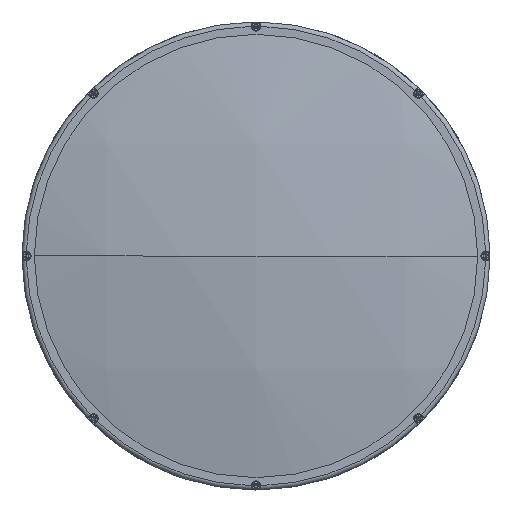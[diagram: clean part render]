
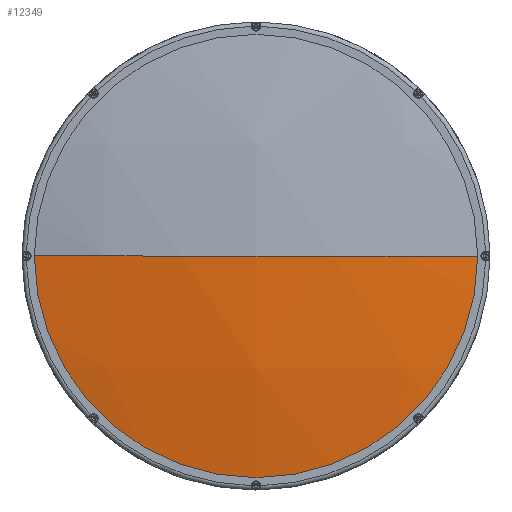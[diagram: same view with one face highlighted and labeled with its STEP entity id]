
A CAD part, left-side view. The second image highlights one B-rep face of the part: STEP entity #12349.
In plain terms, the highlighted spherical face has radius 786 mm.
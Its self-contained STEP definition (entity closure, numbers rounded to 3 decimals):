
#418 = EDGE_CURVE ( 'NONE', #12121, #6759, #9985, .T. ) ;
#675 = ORIENTED_EDGE ( 'NONE', *, *, #418, .T. ) ;
#685 = CIRCLE ( 'NONE', #9798, 154.5 ) ;
#712 = SPHERICAL_SURFACE ( 'NONE', #5777, 786. ) ;
#1276 = AXIS2_PLACEMENT_3D ( 'NONE', #10469, #4704, #8572 ) ;
#1373 = ORIENTED_EDGE ( 'NONE', *, *, #7311, .F. ) ;
#1606 = CARTESIAN_POINT ( 'NONE',  ( 66.968, 0., 0. ) ) ;
#1779 = FACE_OUTER_BOUND ( 'NONE', #5717, .T. ) ;
#2114 = CARTESIAN_POINT ( 'NONE',  ( -703.698, 154.5, 0. ) ) ;
#2339 = CARTESIAN_POINT ( 'NONE',  ( -703.698, 0., 0. ) ) ;
#3291 = DIRECTION ( 'NONE',  ( 0., 0., 1. ) ) ;
#3648 = CIRCLE ( 'NONE', #4462, 786. ) ;
#3687 = DIRECTION ( 'NONE',  ( 0., 0., -1. ) ) ;
#4462 = AXIS2_PLACEMENT_3D ( 'NONE', #1606, #4528, #9337 ) ;
#4528 = DIRECTION ( 'NONE',  ( 0., 0., 1. ) ) ;
#4704 = DIRECTION ( 'NONE',  ( 0., 0., -1. ) ) ;
#5714 = DIRECTION ( 'NONE',  ( 0., 1., 0. ) ) ;
#5717 = EDGE_LOOP ( 'NONE', ( #12050, #675, #1373 ) ) ;
#5777 = AXIS2_PLACEMENT_3D ( 'NONE', #12376, #3687, #5714 ) ;
#6759 = VERTEX_POINT ( 'NONE', #8254 ) ;
#7096 = DIRECTION ( 'NONE',  ( -1., 0., 0. ) ) ;
#7311 = EDGE_CURVE ( 'NONE', #11051, #6759, #3648, .T. ) ;
#8254 = CARTESIAN_POINT ( 'NONE',  ( -719.032, 0., 0. ) ) ;
#8387 = CARTESIAN_POINT ( 'NONE',  ( -703.698, -154.5, 0. ) ) ;
#8572 = DIRECTION ( 'NONE',  ( 0., 1., 0. ) ) ;
#9337 = DIRECTION ( 'NONE',  ( 0., -1., 0. ) ) ;
#9798 = AXIS2_PLACEMENT_3D ( 'NONE', #2339, #7096, #3291 ) ;
#9985 = CIRCLE ( 'NONE', #1276, 786. ) ;
#10469 = CARTESIAN_POINT ( 'NONE',  ( 66.968, 0., 0. ) ) ;
#11051 = VERTEX_POINT ( 'NONE', #2114 ) ;
#11088 = EDGE_CURVE ( 'NONE', #11051, #12121, #685, .T. ) ;
#12050 = ORIENTED_EDGE ( 'NONE', *, *, #11088, .T. ) ;
#12121 = VERTEX_POINT ( 'NONE', #8387 ) ;
#12349 = ADVANCED_FACE ( 'NONE', ( #1779 ), #712, .T. ) ;
#12376 = CARTESIAN_POINT ( 'NONE',  ( 66.968, 0., 0. ) ) ;
